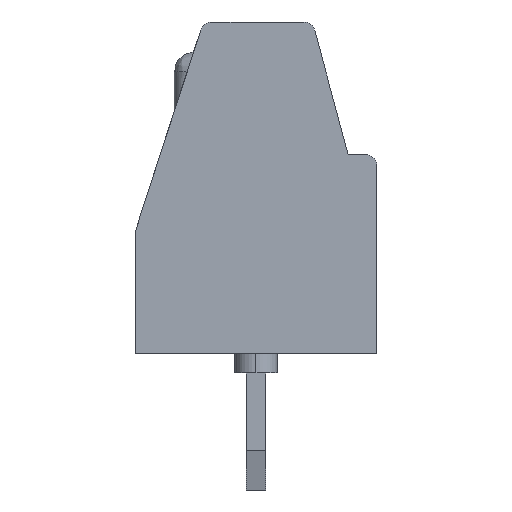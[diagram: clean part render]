
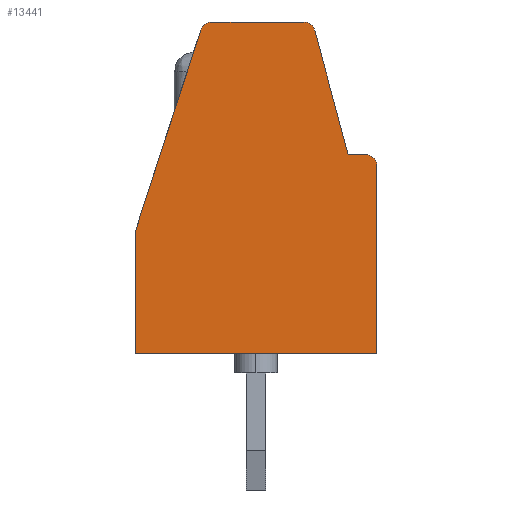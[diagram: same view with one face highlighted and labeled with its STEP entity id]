
A CAD part, left-side view. The second image highlights one B-rep face of the part: STEP entity #13441.
In plain terms, the highlighted planar face has unit normal (-1, 0, 0).
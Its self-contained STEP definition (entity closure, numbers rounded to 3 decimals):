
#114 = VECTOR ( 'NONE', #372, 1000. ) ;
#135 = EDGE_CURVE ( 'NONE', #5190, #10119, #14088, .T. ) ;
#372 = DIRECTION ( 'NONE',  ( 0., 0., -1. ) ) ;
#819 = CARTESIAN_POINT ( 'NONE',  ( -10.39, -2.3, 5.1 ) ) ;
#937 = CARTESIAN_POINT ( 'NONE',  ( -10.39, 21.723, 8.5 ) ) ;
#1744 = VERTEX_POINT ( 'NONE', #11347 ) ;
#1853 = ORIENTED_EDGE ( 'NONE', *, *, #5489, .F. ) ;
#1888 = CIRCLE ( 'NONE', #13712, 0.3 ) ;
#1926 = CARTESIAN_POINT ( 'NONE',  ( -10.39, -1.01, 8.278 ) ) ;
#1987 = CIRCLE ( 'NONE', #10616, 0.3 ) ;
#1988 = ORIENTED_EDGE ( 'NONE', *, *, #11652, .F. ) ;
#2090 = VECTOR ( 'NONE', #6050, 1000. ) ;
#2610 = DIRECTION ( 'NONE',  ( 0., 1., 0. ) ) ;
#2686 = CARTESIAN_POINT ( 'NONE',  ( -10.39, 3.6, 3.114 ) ) ;
#2793 = CARTESIAN_POINT ( 'NONE',  ( -10.39, -2.6, -6.451 ) ) ;
#2811 = VECTOR ( 'NONE', #8436, 1000. ) ;
#2968 = FACE_OUTER_BOUND ( 'NONE', #10893, .T. ) ;
#3099 = DIRECTION ( 'NONE',  ( 0., -0.259, -0.966 ) ) ;
#3211 = ORIENTED_EDGE ( 'NONE', *, *, #12605, .F. ) ;
#3464 = CARTESIAN_POINT ( 'NONE',  ( -10.39, -2.6, 0. ) ) ;
#3989 = VECTOR ( 'NONE', #3099, 1000. ) ;
#4152 = CARTESIAN_POINT ( 'NONE',  ( -10.39, -1.861, 5.1 ) ) ;
#4198 = EDGE_CURVE ( 'NONE', #10155, #1744, #8584, .T. ) ;
#4334 = EDGE_CURVE ( 'NONE', #13295, #4818, #1987, .T. ) ;
#4818 = VERTEX_POINT ( 'NONE', #9963 ) ;
#4856 = LINE ( 'NONE', #10786, #2811 ) ;
#4899 = CARTESIAN_POINT ( 'NONE',  ( -10.39, 1.632, 8.2 ) ) ;
#4998 = VERTEX_POINT ( 'NONE', #6080 ) ;
#5078 = DIRECTION ( 'NONE',  ( 0., -0.309, 0.951 ) ) ;
#5103 = ORIENTED_EDGE ( 'NONE', *, *, #8599, .F. ) ;
#5190 = VERTEX_POINT ( 'NONE', #11214 ) ;
#5379 = VECTOR ( 'NONE', #5078, 1000. ) ;
#5489 = EDGE_CURVE ( 'NONE', #8328, #10155, #9245, .T. ) ;
#5663 = DIRECTION ( 'NONE',  ( 0., -1., 0. ) ) ;
#6050 = DIRECTION ( 'NONE',  ( 0., 0., 1. ) ) ;
#6080 = CARTESIAN_POINT ( 'NONE',  ( -10.39, 1.632, 8.5 ) ) ;
#6212 = LINE ( 'NONE', #1926, #3989 ) ;
#6812 = VERTEX_POINT ( 'NONE', #4152 ) ;
#7272 = DIRECTION ( 'NONE',  ( 1., 0., 0. ) ) ;
#7348 = AXIS2_PLACEMENT_3D ( 'NONE', #12408, #9011, #11374 ) ;
#7365 = AXIS2_PLACEMENT_3D ( 'NONE', #14194, #13197, #2610 ) ;
#7690 = CARTESIAN_POINT ( 'NONE',  ( -10.39, 3.6, 3.114 ) ) ;
#7782 = DIRECTION ( 'NONE',  ( 1., 0., 0. ) ) ;
#7921 = VECTOR ( 'NONE', #11317, 1000. ) ;
#8289 = EDGE_CURVE ( 'NONE', #10119, #6812, #6212, .T. ) ;
#8328 = VERTEX_POINT ( 'NONE', #14448 ) ;
#8436 = DIRECTION ( 'NONE',  ( 0., 1., 0. ) ) ;
#8461 = ORIENTED_EDGE ( 'NONE', *, *, #135, .F. ) ;
#8504 = ORIENTED_EDGE ( 'NONE', *, *, #8289, .F. ) ;
#8584 = LINE ( 'NONE', #2686, #5379 ) ;
#8599 = EDGE_CURVE ( 'NONE', #4998, #5190, #11634, .T. ) ;
#8914 = CARTESIAN_POINT ( 'NONE',  ( -10.39, -1.01, 8.278 ) ) ;
#9011 = DIRECTION ( 'NONE',  ( 1., 0., 0. ) ) ;
#9242 = ORIENTED_EDGE ( 'NONE', *, *, #13900, .F. ) ;
#9245 = LINE ( 'NONE', #15441, #2090 ) ;
#9361 = EDGE_CURVE ( 'NONE', #10813, #8328, #4856, .T. ) ;
#9548 = DIRECTION ( 'NONE',  ( 0., -1., 0. ) ) ;
#9963 = CARTESIAN_POINT ( 'NONE',  ( -10.39, -2.6, 4.8 ) ) ;
#9974 = CARTESIAN_POINT ( 'NONE',  ( -10.39, -2.3, 4.8 ) ) ;
#10119 = VERTEX_POINT ( 'NONE', #8914 ) ;
#10155 = VERTEX_POINT ( 'NONE', #7690 ) ;
#10616 = AXIS2_PLACEMENT_3D ( 'NONE', #9974, #7782, #14836 ) ;
#10786 = CARTESIAN_POINT ( 'NONE',  ( -10.39, -2.04, 0. ) ) ;
#10813 = VERTEX_POINT ( 'NONE', #3464 ) ;
#10893 = EDGE_LOOP ( 'NONE', ( #11210, #1988, #8504, #8461, #5103, #3211, #11806, #1853, #13294, #9242 ) ) ;
#11210 = ORIENTED_EDGE ( 'NONE', *, *, #4334, .F. ) ;
#11214 = CARTESIAN_POINT ( 'NONE',  ( -10.39, -0.72, 8.5 ) ) ;
#11317 = DIRECTION ( 'NONE',  ( 0., -1., 0. ) ) ;
#11347 = CARTESIAN_POINT ( 'NONE',  ( -10.39, 1.917, 8.293 ) ) ;
#11374 = DIRECTION ( 'NONE',  ( 0., -1., 0. ) ) ;
#11634 = LINE ( 'NONE', #937, #13662 ) ;
#11652 = EDGE_CURVE ( 'NONE', #6812, #13295, #12733, .T. ) ;
#11806 = ORIENTED_EDGE ( 'NONE', *, *, #4198, .F. ) ;
#12273 = LINE ( 'NONE', #2793, #114 ) ;
#12408 = CARTESIAN_POINT ( 'NONE',  ( -10.39, -0.72, 8.2 ) ) ;
#12459 = CARTESIAN_POINT ( 'NONE',  ( -10.39, -1.861, 5.1 ) ) ;
#12605 = EDGE_CURVE ( 'NONE', #1744, #4998, #1888, .T. ) ;
#12733 = LINE ( 'NONE', #12459, #7921 ) ;
#13197 = DIRECTION ( 'NONE',  ( 1., 0., 0. ) ) ;
#13294 = ORIENTED_EDGE ( 'NONE', *, *, #9361, .F. ) ;
#13295 = VERTEX_POINT ( 'NONE', #819 ) ;
#13441 = ADVANCED_FACE ( 'NONE', ( #2968 ), #14147, .F. ) ;
#13662 = VECTOR ( 'NONE', #5663, 1000. ) ;
#13712 = AXIS2_PLACEMENT_3D ( 'NONE', #4899, #7272, #9548 ) ;
#13900 = EDGE_CURVE ( 'NONE', #4818, #10813, #12273, .T. ) ;
#14088 = CIRCLE ( 'NONE', #7348, 0.3 ) ;
#14147 = PLANE ( 'NONE',  #7365 ) ;
#14194 = CARTESIAN_POINT ( 'NONE',  ( -10.39, 21.723, -6.451 ) ) ;
#14448 = CARTESIAN_POINT ( 'NONE',  ( -10.39, 3.6, 0. ) ) ;
#14836 = DIRECTION ( 'NONE',  ( 0., -1., 0. ) ) ;
#15441 = CARTESIAN_POINT ( 'NONE',  ( -10.39, 3.6, -6.451 ) ) ;
